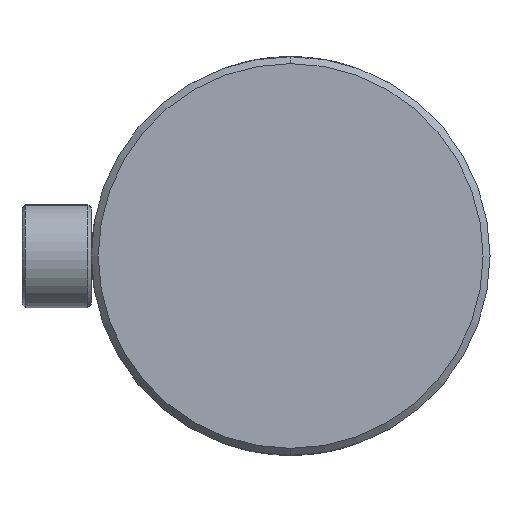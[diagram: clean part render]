
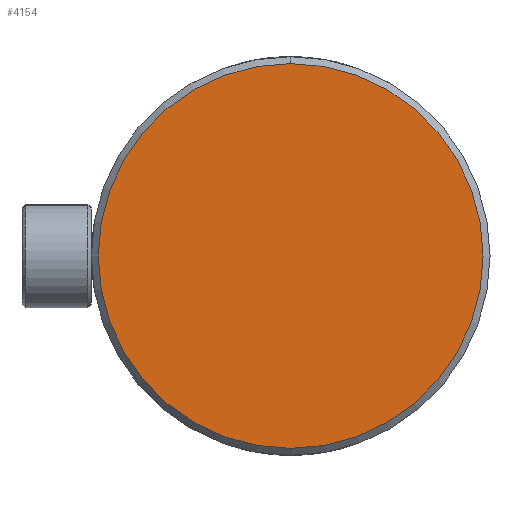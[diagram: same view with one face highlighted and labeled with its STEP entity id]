
A CAD part, left-side view. The second image highlights one B-rep face of the part: STEP entity #4154.
In plain terms, the highlighted planar face has unit normal (-1, 0, 0).
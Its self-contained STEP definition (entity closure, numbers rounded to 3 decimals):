
#114 = DIRECTION ( 'NONE',  ( 0., 0., 1. ) ) ;
#355 = DIRECTION ( 'NONE',  ( -1., 0., 0. ) ) ;
#571 = VERTEX_POINT ( 'NONE', #3270 ) ;
#778 = DIRECTION ( 'NONE',  ( -1., 0., 0. ) ) ;
#1090 = EDGE_CURVE ( 'NONE', #571, #4160, #2790, .T. ) ;
#1183 = AXIS2_PLACEMENT_3D ( 'NONE', #2268, #355, #2597 ) ;
#1738 = CARTESIAN_POINT ( 'NONE',  ( -58., 0., 55.5 ) ) ;
#1747 = CIRCLE ( 'NONE', #2789, 55.5 ) ;
#2028 = DIRECTION ( 'NONE',  ( -1., 0., 0. ) ) ;
#2268 = CARTESIAN_POINT ( 'NONE',  ( -58., 0., 0. ) ) ;
#2597 = DIRECTION ( 'NONE',  ( 0., 0., 1. ) ) ;
#2689 = PLANE ( 'NONE',  #3214 ) ;
#2789 = AXIS2_PLACEMENT_3D ( 'NONE', #3970, #2028, #114 ) ;
#2790 = CIRCLE ( 'NONE', #1183, 55.5 ) ;
#2925 = EDGE_LOOP ( 'NONE', ( #3459, #3490 ) ) ;
#3025 = DIRECTION ( 'NONE',  ( 0., 0., 1. ) ) ;
#3214 = AXIS2_PLACEMENT_3D ( 'NONE', #3656, #778, #3025 ) ;
#3270 = CARTESIAN_POINT ( 'NONE',  ( -58., 0., -55.5 ) ) ;
#3459 = ORIENTED_EDGE ( 'NONE', *, *, #1090, .T. ) ;
#3490 = ORIENTED_EDGE ( 'NONE', *, *, #3793, .T. ) ;
#3530 = FACE_OUTER_BOUND ( 'NONE', #2925, .T. ) ;
#3656 = CARTESIAN_POINT ( 'NONE',  ( -58., 0., 0. ) ) ;
#3793 = EDGE_CURVE ( 'NONE', #4160, #571, #1747, .T. ) ;
#3970 = CARTESIAN_POINT ( 'NONE',  ( -58., 0., 0. ) ) ;
#4154 = ADVANCED_FACE ( 'NONE', ( #3530 ), #2689, .T. ) ;
#4160 = VERTEX_POINT ( 'NONE', #1738 ) ;
